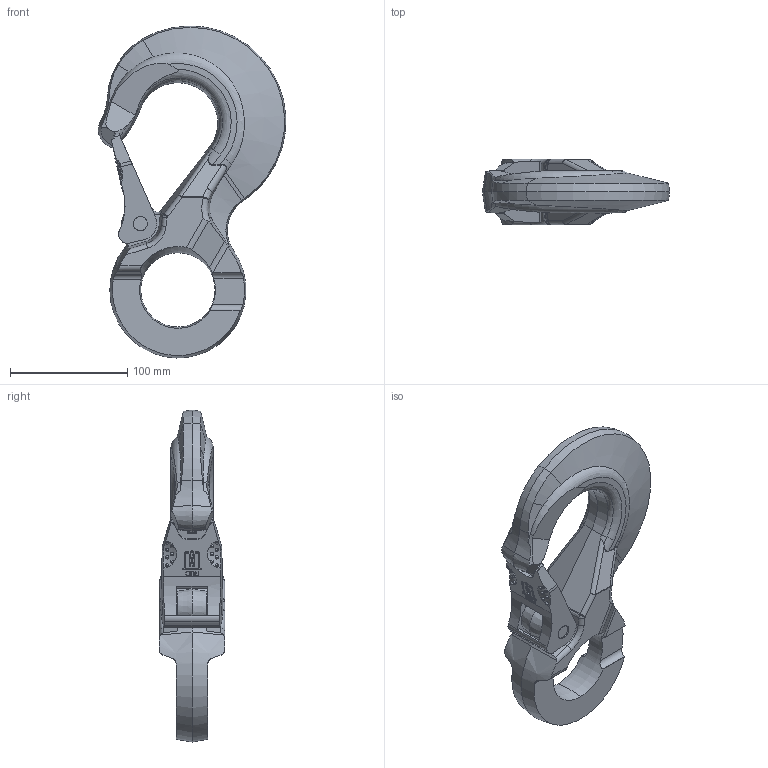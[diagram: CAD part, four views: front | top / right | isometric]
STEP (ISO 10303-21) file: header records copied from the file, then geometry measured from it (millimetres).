
FILE_DESCRIPTION((''),'2;1');
FILE_NAME('3VCOEH16','2005-01-19T',('jakubetz'),(''),'PRO/ENGINEER BY PARAMETRIC TECHNOLOGY CORPORATION, 2001400','PRO/ENGINEER BY PARAMETRIC TECHNOLOGY CORPORATION, 2001400','');
FILE_SCHEMA(('CONFIG_CONTROL_DESIGN'));
Length unit declared in the file: millimetre
Products named in the file (1): 3VCOEH16
Bounding box: 159.73 x 56 x 282.77 mm (x, y, z)
Volume: 683828.1 mm3; surface area: 92079.5 mm2
Topology: 2 solids, 2 shells, 400 faces, 1112 edges, 706 vertices
Faces by surface type: plane 214, cylinder 76, cone 32, sphere 30, bspline 28, torus 20
Entity records: 14176 total; most frequent: CARTESIAN_POINT 4434, ORIENTED_EDGE 2168, DIRECTION 1806, EDGE_CURVE 1084, VERTEX_POINT 706, VECTOR 634, LINE 634, AXIS2_PLACEMENT_3D 586
